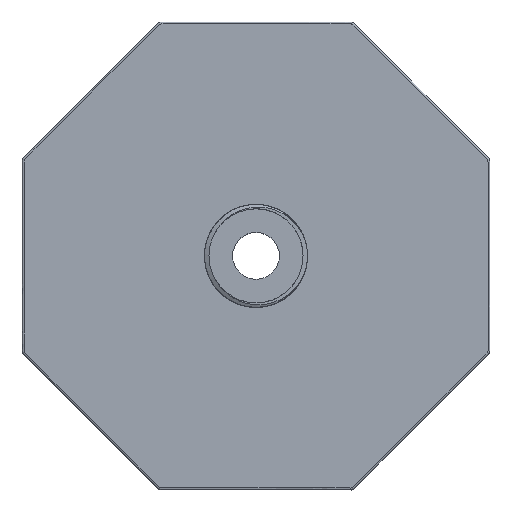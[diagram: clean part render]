
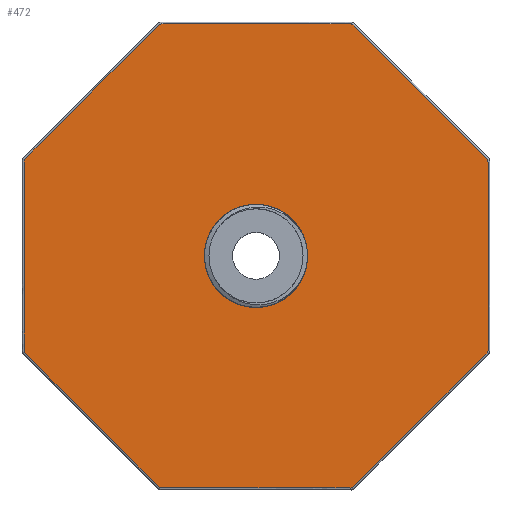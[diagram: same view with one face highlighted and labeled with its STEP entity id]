
A CAD part, top view. The second image highlights one B-rep face of the part: STEP entity #472.
In plain terms, the highlighted planar face has unit normal (0, 0, 1).
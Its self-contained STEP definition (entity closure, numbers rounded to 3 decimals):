
#311=PLANE('',#4874);
#472=ADVANCED_FACE('',(#1435,#1436),#311,.F.);
#1389=CIRCLE('',#4872,13.221);
#1390=CIRCLE('',#4873,12.059);
#1435=FACE_BOUND('',#1497,.T.);
#1436=FACE_BOUND('',#1498,.T.);
#1497=EDGE_LOOP('',(#1986));
#1498=EDGE_LOOP('',(#1987,#1988,#1989,#1990));
#1986=ORIENTED_EDGE('',*,*,#3844,.T.);
#1987=ORIENTED_EDGE('',*,*,#3845,.F.);
#1988=ORIENTED_EDGE('',*,*,#3846,.F.);
#1989=ORIENTED_EDGE('',*,*,#3847,.F.);
#1990=ORIENTED_EDGE('',*,*,#3848,.T.);
#3376=VERTEX_POINT('',#7173);
#3377=VERTEX_POINT('',#7184);
#3378=VERTEX_POINT('',#7185);
#3379=VERTEX_POINT('',#7187);
#3380=VERTEX_POINT('',#7198);
#3844=EDGE_CURVE('',#3376,#3376,#4531,.T.);
#3845=EDGE_CURVE('',#3377,#3378,#4532,.T.);
#3846=EDGE_CURVE('',#3379,#3377,#1389,.T.);
#3847=EDGE_CURVE('',#3380,#3379,#4533,.T.);
#3848=EDGE_CURVE('',#3380,#3378,#1390,.T.);
#4531=B_SPLINE_CURVE_WITH_KNOTS('',3,(#7089,#7090,#7091,#7092,#7093,#7094,
#7095,#7096,#7097,#7098,#7099,#7100,#7101,#7102,#7103,#7104,#7105,#7106,
#7107,#7108,#7109,#7110,#7111,#7112,#7113,#7114,#7115,#7116,#7117,#7118,
#7119,#7120,#7121,#7122,#7123,#7124,#7125,#7126,#7127,#7128,#7129,#7130,
#7131,#7132,#7133,#7134,#7135,#7136,#7137,#7138,#7139,#7140,#7141,#7142,
#7143,#7144,#7145,#7146,#7147,#7148,#7149,#7150,#7151,#7152,#7153,#7154,
#7155,#7156,#7157,#7158,#7159,#7160,#7161,#7162,#7163,#7164,#7165,#7166,
#7167,#7168,#7169,#7170,#7171,#7172),.UNSPECIFIED.,.T.,.F.,(2,2,1,2,2,1,
1,1,1,1,1,2,2,2,1,1,1,1,1,2,2,2,1,1,1,1,2,2,2,1,1,1,1,1,2,2,2,1,1,1,1,2,
2,2,1,1,1,1,2,2,2,1,1,1,1,1,1,1,1,1,2,2,1,1),(-0.002,0.,0.125,
0.127,0.129,0.133,0.141,
0.156,0.187,0.25,0.254,
0.256,0.257,0.258,0.266,
0.281,0.312,0.375,0.383,
0.387,0.389,0.391,0.406,
0.437,0.5,0.508,0.51,
0.512,0.514,0.516,0.531,
0.563,0.625,0.629,0.631,0.633,
0.635,0.637,0.641,0.656,
0.688,0.75,0.754,0.756,
0.758,0.766,0.781,0.813,
0.875,0.876,0.877,0.879,0.883,0.891,0.906,0.938,
0.969,0.984,0.992,0.996,0.998,1.,1.125,1.127),
 .UNSPECIFIED.);
#4532=B_SPLINE_CURVE_WITH_KNOTS('',3,(#7174,#7175,#7176,#7177,#7178,#7179,
#7180,#7181,#7182,#7183),.UNSPECIFIED.,.F.,.F.,(4,2,2,2,4),(0.,0.25,0.5,
0.75,1.),.UNSPECIFIED.);
#4533=B_SPLINE_CURVE_WITH_KNOTS('',3,(#7188,#7189,#7190,#7191,#7192,#7193,
#7194,#7195,#7196,#7197),.UNSPECIFIED.,.F.,.F.,(4,2,2,2,4),(0.,0.25,0.5,
0.75,1.),.UNSPECIFIED.);
#4872=AXIS2_PLACEMENT_3D('',#7186,#5079,#5080);
#4873=AXIS2_PLACEMENT_3D('',#7199,#5081,#5082);
#4874=AXIS2_PLACEMENT_3D('',#7200,#5083,#5084);
#5079=DIRECTION('',(0.,0.,1.));
#5080=DIRECTION('',(1.,0.,0.));
#5081=DIRECTION('',(0.,0.,-1.));
#5082=DIRECTION('',(1.,0.,0.));
#5083=DIRECTION('',(0.,0.,-1.));
#5084=DIRECTION('',(-1.,0.,0.));
#7089=CARTESIAN_POINT('',(-8.525,195.763,6.));
#7090=CARTESIAN_POINT('',(-20.034,184.254,6.));
#7091=CARTESIAN_POINT('',(-31.542,172.746,6.));
#7092=CARTESIAN_POINT('',(-43.05,161.238,6.));
#7093=CARTESIAN_POINT('',(-43.404,160.883,6.));
#7094=CARTESIAN_POINT('',(-43.41,160.617,6.));
#7095=CARTESIAN_POINT('',(-43.41,159.871,6.));
#7096=CARTESIAN_POINT('',(-43.41,158.381,6.));
#7097=CARTESIAN_POINT('',(-43.41,154.904,6.));
#7098=CARTESIAN_POINT('',(-43.41,147.949,6.));
#7099=CARTESIAN_POINT('',(-43.41,134.039,6.));
#7100=CARTESIAN_POINT('',(-43.41,121.62,6.));
#7101=CARTESIAN_POINT('',(-43.41,112.927,6.));
#7102=CARTESIAN_POINT('',(-43.41,112.182,6.));
#7103=CARTESIAN_POINT('',(-43.41,111.809,6.));
#7104=CARTESIAN_POINT('',(-43.413,111.68,6.));
#7105=CARTESIAN_POINT('',(-43.302,111.459,6.));
#7106=CARTESIAN_POINT('',(-43.204,111.381,6.));
#7107=CARTESIAN_POINT('',(-42.431,110.607,6.));
#7108=CARTESIAN_POINT('',(-40.37,108.546,6.));
#7109=CARTESIAN_POINT('',(-35.559,103.736,6.));
#7110=CARTESIAN_POINT('',(-25.939,94.115,6.));
#7111=CARTESIAN_POINT('',(-17.005,85.182,6.));
#7112=CARTESIAN_POINT('',(-10.477,78.653,6.));
#7113=CARTESIAN_POINT('',(-9.446,77.623,6.));
#7114=CARTESIAN_POINT('',(-8.931,77.107,6.));
#7115=CARTESIAN_POINT('',(-8.799,76.896,6.));
#7116=CARTESIAN_POINT('',(-8.339,76.67,6.));
#7117=CARTESIAN_POINT('',(-8.057,76.732,6.));
#7118=CARTESIAN_POINT('',(-5.712,76.732,6.));
#7119=CARTESIAN_POINT('',(0.541,76.732,6.));
#7120=CARTESIAN_POINT('',(15.13,76.732,6.));
#7121=CARTESIAN_POINT('',(28.677,76.732,6.));
#7122=CARTESIAN_POINT('',(38.316,76.732,6.));
#7123=CARTESIAN_POINT('',(39.618,76.732,6.));
#7124=CARTESIAN_POINT('',(40.14,76.732,6.));
#7125=CARTESIAN_POINT('',(40.406,76.681,6.));
#7126=CARTESIAN_POINT('',(40.912,76.818,6.));
#7127=CARTESIAN_POINT('',(41.073,77.069,6.));
#7128=CARTESIAN_POINT('',(41.448,77.445,6.));
#7129=CARTESIAN_POINT('',(43.139,79.135,6.));
#7130=CARTESIAN_POINT('',(47.834,83.831,6.));
#7131=CARTESIAN_POINT('',(58.353,94.349,6.));
#7132=CARTESIAN_POINT('',(67.744,103.74,6.));
#7133=CARTESIAN_POINT('',(74.318,110.314,6.));
#7134=CARTESIAN_POINT('',(74.881,110.877,6.));
#7135=CARTESIAN_POINT('',(75.257,111.253,6.));
#7136=CARTESIAN_POINT('',(75.509,111.409,6.));
#7137=CARTESIAN_POINT('',(75.641,111.933,6.));
#7138=CARTESIAN_POINT('',(75.59,112.198,6.));
#7139=CARTESIAN_POINT('',(75.59,112.726,6.));
#7140=CARTESIAN_POINT('',(75.59,113.517,6.));
#7141=CARTESIAN_POINT('',(75.59,116.417,6.));
#7142=CARTESIAN_POINT('',(75.59,123.272,6.));
#7143=CARTESIAN_POINT('',(75.59,138.037,6.));
#7144=CARTESIAN_POINT('',(75.59,150.693,6.));
#7145=CARTESIAN_POINT('',(75.59,159.658,6.));
#7146=CARTESIAN_POINT('',(75.632,160.192,6.));
#7147=CARTESIAN_POINT('',(75.566,160.973,6.));
#7148=CARTESIAN_POINT('',(75.321,161.147,6.));
#7149=CARTESIAN_POINT('',(74.949,161.519,6.));
#7150=CARTESIAN_POINT('',(74.019,162.449,6.));
#7151=CARTESIAN_POINT('',(71.6,164.867,6.));
#7152=CARTESIAN_POINT('',(66.392,170.076,6.));
#7153=CARTESIAN_POINT('',(55.975,180.493,6.));
#7154=CARTESIAN_POINT('',(47.046,189.422,6.));
#7155=CARTESIAN_POINT('',(41.,195.468,6.));
#7156=CARTESIAN_POINT('',(40.918,195.573,6.));
#7157=CARTESIAN_POINT('',(40.697,195.721,6.));
#7158=CARTESIAN_POINT('',(40.561,195.732,6.));
#7159=CARTESIAN_POINT('',(40.171,195.732,6.));
#7160=CARTESIAN_POINT('',(39.39,195.732,6.));
#7161=CARTESIAN_POINT('',(37.569,195.732,6.));
#7162=CARTESIAN_POINT('',(33.927,195.732,6.));
#7163=CARTESIAN_POINT('',(26.643,195.732,6.));
#7164=CARTESIAN_POINT('',(16.237,195.732,6.));
#7165=CARTESIAN_POINT('',(5.831,195.732,6.));
#7166=CARTESIAN_POINT('',(-1.453,195.732,6.));
#7167=CARTESIAN_POINT('',(-5.095,195.732,6.));
#7168=CARTESIAN_POINT('',(-6.916,195.732,6.));
#7169=CARTESIAN_POINT('',(-7.697,195.732,6.));
#7170=CARTESIAN_POINT('',(-8.217,195.732,6.));
#7171=CARTESIAN_POINT('',(-8.525,195.763,6.));
#7172=CARTESIAN_POINT('',(-20.034,184.254,6.));
#7173=CARTESIAN_POINT('',(-8.702,195.586,6.));
#7174=CARTESIAN_POINT('',(28.544,140.668,6.));
#7175=CARTESIAN_POINT('',(27.711,142.729,6.));
#7176=CARTESIAN_POINT('',(26.364,144.552,6.));
#7177=CARTESIAN_POINT('',(22.927,147.328,6.));
#7178=CARTESIAN_POINT('',(20.837,148.267,6.));
#7179=CARTESIAN_POINT('',(16.495,148.973,6.));
#7180=CARTESIAN_POINT('',(14.23,148.748,6.));
#7181=CARTESIAN_POINT('',(10.097,147.155,6.));
#7182=CARTESIAN_POINT('',(8.263,145.801,6.));
#7183=CARTESIAN_POINT('',(6.9,144.04,6.));
#7184=CARTESIAN_POINT('',(28.544,140.668,6.));
#7185=CARTESIAN_POINT('',(6.9,144.04,6.));
#7186=CARTESIAN_POINT('',(16.09,136.232,6.));
#7187=CARTESIAN_POINT('',(28.544,131.796,6.));
#7188=CARTESIAN_POINT('',(6.9,128.424,6.));
#7189=CARTESIAN_POINT('',(8.261,126.664,6.));
#7190=CARTESIAN_POINT('',(10.09,125.314,6.));
#7191=CARTESIAN_POINT('',(14.216,123.719,6.));
#7192=CARTESIAN_POINT('',(16.499,123.491,6.));
#7193=CARTESIAN_POINT('',(20.837,124.198,6.));
#7194=CARTESIAN_POINT('',(22.908,125.122,6.));
#7195=CARTESIAN_POINT('',(26.374,127.92,6.));
#7196=CARTESIAN_POINT('',(27.711,129.735,6.));
#7197=CARTESIAN_POINT('',(28.544,131.796,6.));
#7198=CARTESIAN_POINT('',(6.9,128.424,6.));
#7199=CARTESIAN_POINT('',(16.09,136.232,6.));
#7200=CARTESIAN_POINT('',(21.072,76.232,6.));
